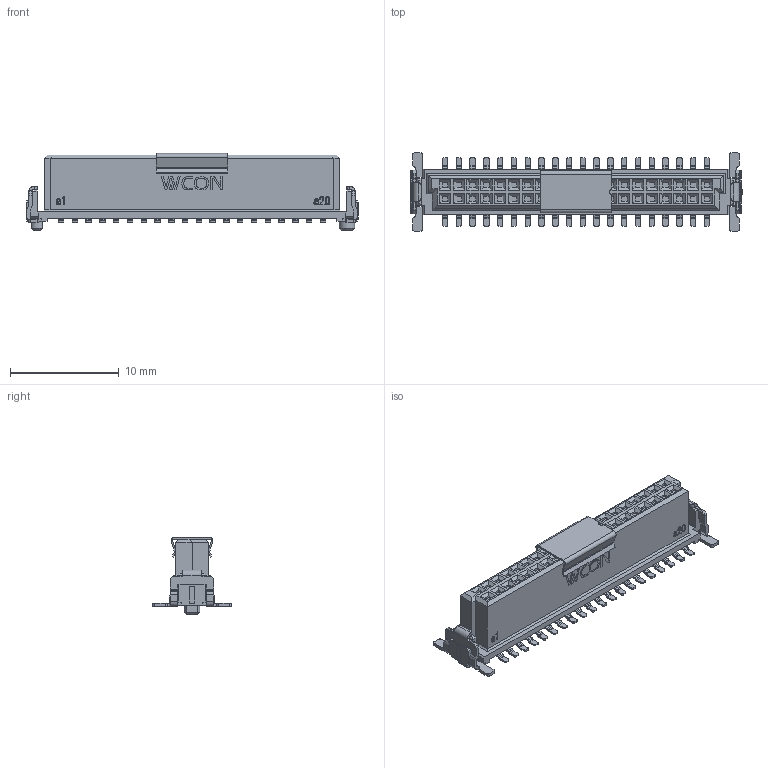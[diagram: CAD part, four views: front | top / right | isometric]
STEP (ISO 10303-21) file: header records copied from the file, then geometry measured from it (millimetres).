
FILE_DESCRIPTION( ('This file contains a STEP AP42 implementation' ,'as created by ZW3D STEP Interface translator.') ,'2;1' );
FILE_NAME( '3910-S040-062MS3WR1W.stp' ,'23 5 5.194057', (''), ('ZWCAD Software Co.'), 'Version 1.0', 'ZW3D to STEP translator', '' );
FILE_SCHEMA(('AUTOMOTIVE_DESIGN { 1 0 10303 214 1 1 1 1 }'));
Length unit declared in the file: millimetre
Products named in the file (2): 0; 3910-S040-062MS3WR1W
Bounding box: 30.58 x 7.2 x 7.1 mm (x, y, z)
Volume: 517.2 mm3; surface area: 949.6 mm2
Topology: 2 solids, 4 shells, 2311 faces, 5757 edges, 3555 vertices
Faces by surface type: plane 1733, cylinder 543, bspline 34, cone 1
Full cylindrical faces by diameter (mm): 1.45 x1
Entity records: 73211 total; most frequent: CARTESIAN_POINT 17106, ORIENTED_EDGE 11834, DIRECTION 9828, EDGE_CURVE 5917, VECTOR 4398, LINE 4398, VERTEX_POINT 3715, AXIS2_PLACEMENT_3D 2715
